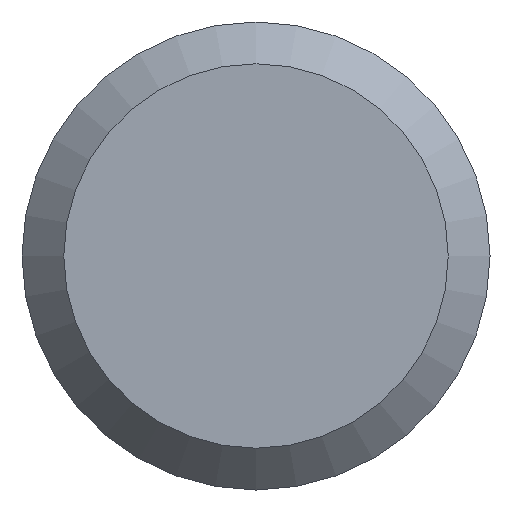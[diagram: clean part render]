
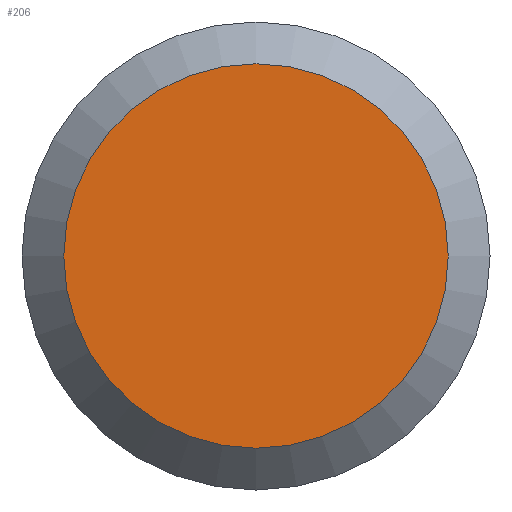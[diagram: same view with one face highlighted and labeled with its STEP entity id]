
A CAD part, front view. The second image highlights one B-rep face of the part: STEP entity #206.
In plain terms, the highlighted planar face has unit normal (0, -1, 0).
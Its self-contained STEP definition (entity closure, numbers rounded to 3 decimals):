
#25=PLANE('',#250);
#46=FACE_OUTER_BOUND('',#62,.T.);
#62=EDGE_LOOP('',(#179));
#99=CIRCLE('',#246,23.);
#114=VERTEX_POINT('',#368);
#135=EDGE_CURVE('',#114,#114,#99,.T.);
#179=ORIENTED_EDGE('',*,*,#135,.F.);
#206=ADVANCED_FACE('',(#46),#25,.F.);
#246=AXIS2_PLACEMENT_3D('',#369,#308,#309);
#250=AXIS2_PLACEMENT_3D('',#377,#318,#319);
#308=DIRECTION('center_axis',(0.,1.,0.));
#309=DIRECTION('ref_axis',(1.,0.,0.));
#318=DIRECTION('center_axis',(0.,1.,0.));
#319=DIRECTION('ref_axis',(1.,0.,0.));
#368=CARTESIAN_POINT('',(-23.,-63.,0.));
#369=CARTESIAN_POINT('Origin',(0.,-63.,0.));
#377=CARTESIAN_POINT('Origin',(0.,-63.,0.));
